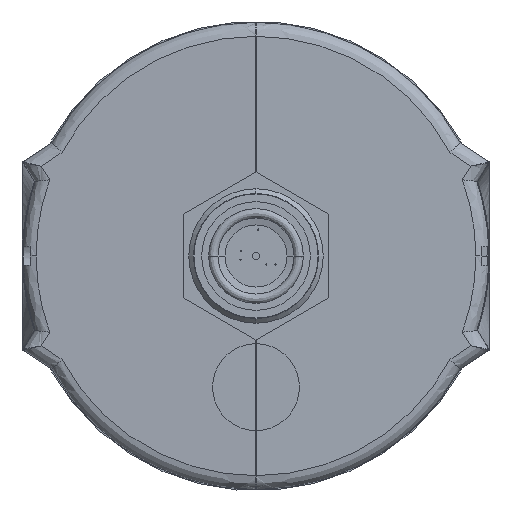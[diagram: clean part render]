
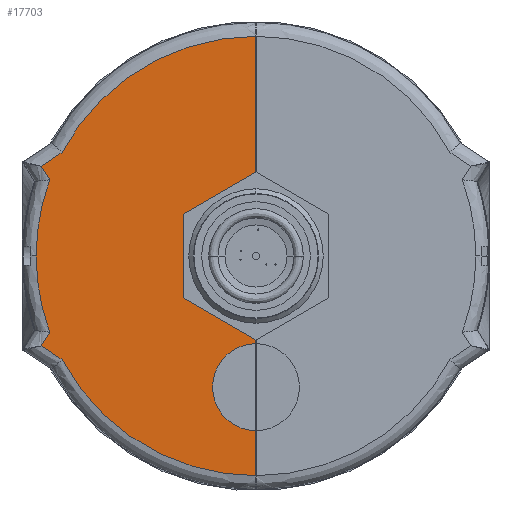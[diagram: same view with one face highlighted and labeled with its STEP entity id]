
A CAD part, front view. The second image highlights one B-rep face of the part: STEP entity #17703.
In plain terms, the highlighted planar face has unit normal (-0.018, -1, 0).
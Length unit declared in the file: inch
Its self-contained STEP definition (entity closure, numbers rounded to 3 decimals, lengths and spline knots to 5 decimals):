
#217 = EDGE_CURVE ( 'NONE', #1586, #1369, #17856, .T. ) ;
#273 = EDGE_CURVE ( 'NONE', #1376, #1387, #16586, .T. ) ;
#274 = EDGE_CURVE ( 'NONE', #1671, #1659, #16587, .T. ) ;
#332 = EDGE_CURVE ( 'NONE', #1484, #1434, #17952, .T. ) ;
#472 = EDGE_CURVE ( 'NONE', #1434, #1651, #17785, .T. ) ;
#669 = EDGE_CURVE ( 'NONE', #1363, #1586, #17872, .T. ) ;
#704 = EDGE_CURVE ( 'NONE', #1651, #1387, #17782, .T. ) ;
#738 = VERTEX_POINT ( 'NONE', #13497 ) ;
#739 = EDGE_CURVE ( 'NONE', #1671, #1363, #18032, .T. ) ;
#760 = EDGE_CURVE ( 'NONE', #1369, #738, #17851, .T. ) ;
#925 = EDGE_CURVE ( 'NONE', #738, #1484, #17749, .T. ) ;
#1363 = VERTEX_POINT ( 'NONE', #10316 ) ;
#1369 = VERTEX_POINT ( 'NONE', #10324 ) ;
#1376 = VERTEX_POINT ( 'NONE', #10332 ) ;
#1387 = VERTEX_POINT ( 'NONE', #10345 ) ;
#1434 = VERTEX_POINT ( 'NONE', #10448 ) ;
#1484 = VERTEX_POINT ( 'NONE', #10529 ) ;
#1586 = VERTEX_POINT ( 'NONE', #3979 ) ;
#1651 = VERTEX_POINT ( 'NONE', #4096 ) ;
#1659 = VERTEX_POINT ( 'NONE', #4091 ) ;
#1671 = VERTEX_POINT ( 'NONE', #4125 ) ;
#2299 = EDGE_CURVE ( 'NONE', #1376, #1659, #18025, .T. ) ;
#3670 = EDGE_LOOP ( 'NONE', ( #20238, #20233, #20239, #20232, #20237, #20344, #20368, #20518, #20517, #20516, #20514 ) ) ;
#3979 = CARTESIAN_POINT ( 'NONE',  ( -1.38358, 1.21787, 0.57847 ) ) ;
#4091 = CARTESIAN_POINT ( 'NONE',  ( 0., 1.19372, 0.375 ) ) ;
#4096 = CARTESIAN_POINT ( 'NONE',  ( -1.24935, 1.21552, -0.66729 ) ) ;
#4125 = CARTESIAN_POINT ( 'NONE',  ( 0., 1.19372, 1.415 ) ) ;
#5441 = CARTESIAN_POINT ( 'NONE',  ( 0., 1.19372, -0.375 ) ) ;
#5449 = CARTESIAN_POINT ( 'NONE',  ( -0.75, 1.20681, -0.375 ) ) ;
#5454 = CARTESIAN_POINT ( 'NONE',  ( -0.75, 1.20681, 0.375 ) ) ;
#5455 = CARTESIAN_POINT ( 'NONE',  ( 0., 1.19372, 0.375 ) ) ;
#8114 = CARTESIAN_POINT ( 'NONE',  ( 0., 1.19372, 1.505 ) ) ;
#8121 = PLANE ( 'NONE',  #20851 ) ;
#8129 = DIRECTION ( 'NONE',  ( -0.017, -1., 0. ) ) ;
#8131 = DIRECTION ( 'NONE',  ( -1., 0.017, 0. ) ) ;
#9699 = FACE_OUTER_BOUND ( 'NONE', #3670, .T. ) ;
#10316 = CARTESIAN_POINT ( 'NONE',  ( -1.24935, 1.21552, 0.66729 ) ) ;
#10324 = CARTESIAN_POINT ( 'NONE',  ( -1.32862, 1.21691, 0.49107 ) ) ;
#10332 = CARTESIAN_POINT ( 'NONE',  ( 0., 1.19372, -0.375 ) ) ;
#10345 = CARTESIAN_POINT ( 'NONE',  ( 0., 1.19372, -1.415 ) ) ;
#10448 = CARTESIAN_POINT ( 'NONE',  ( -1.38358, 1.21787, -0.57847 ) ) ;
#10529 = CARTESIAN_POINT ( 'NONE',  ( -1.32862, 1.21691, -0.49107 ) ) ;
#10897 = CARTESIAN_POINT ( 'NONE',  ( -1.36526, 1.21755, 0.54934 ) ) ;
#10898 = CARTESIAN_POINT ( 'NONE',  ( -1.34694, 1.21723, 0.52021 ) ) ;
#10902 = CARTESIAN_POINT ( 'NONE',  ( -1.38358, 1.21787, 0.57847 ) ) ;
#10903 = CARTESIAN_POINT ( 'NONE',  ( -1.32862, 1.21691, 0.49107 ) ) ;
#11325 = CARTESIAN_POINT ( 'NONE',  ( 0., 1.19372, 1.505 ) ) ;
#11333 = DIRECTION ( 'NONE',  ( 0., 0., -1. ) ) ;
#11341 = CARTESIAN_POINT ( 'NONE',  ( 0., 1.19372, 1.505 ) ) ;
#11342 = DIRECTION ( 'NONE',  ( 0., 0., -1. ) ) ;
#11660 = CARTESIAN_POINT ( 'NONE',  ( -1.32862, 1.21691, -0.49107 ) ) ;
#11661 = CARTESIAN_POINT ( 'NONE',  ( -1.34694, 1.21723, -0.52021 ) ) ;
#11676 = CARTESIAN_POINT ( 'NONE',  ( -1.36526, 1.21755, -0.54934 ) ) ;
#11677 = CARTESIAN_POINT ( 'NONE',  ( -1.38358, 1.21787, -0.57847 ) ) ;
#13026 = CARTESIAN_POINT ( 'NONE',  ( -1.38358, 1.21787, -0.57847 ) ) ;
#13030 = CARTESIAN_POINT ( 'NONE',  ( -1.33883, 1.21709, -0.60808 ) ) ;
#13037 = CARTESIAN_POINT ( 'NONE',  ( -1.29409, 1.2163, -0.63768 ) ) ;
#13038 = CARTESIAN_POINT ( 'NONE',  ( -1.24935, 1.21552, -0.66729 ) ) ;
#13317 = CARTESIAN_POINT ( 'NONE',  ( -1.24935, 1.21552, 0.66729 ) ) ;
#13321 = CARTESIAN_POINT ( 'NONE',  ( -1.29409, 1.2163, 0.63768 ) ) ;
#13323 = CARTESIAN_POINT ( 'NONE',  ( -1.33883, 1.21709, 0.60808 ) ) ;
#13324 = CARTESIAN_POINT ( 'NONE',  ( -1.38358, 1.21787, 0.57847 ) ) ;
#13409 = CARTESIAN_POINT ( 'NONE',  ( -1.24935, 1.21552, -0.66729 ) ) ;
#13416 = CARTESIAN_POINT ( 'NONE',  ( -0.99645, 1.21111, -1.1402 ) ) ;
#13445 = CARTESIAN_POINT ( 'NONE',  ( -0.53628, 1.20308, -1.41559 ) ) ;
#13447 = CARTESIAN_POINT ( 'NONE',  ( 0., 1.19372, -1.415 ) ) ;
#13497 = CARTESIAN_POINT ( 'NONE',  ( -1.41657, 1.21844, 0. ) ) ;
#13529 = CARTESIAN_POINT ( 'NONE',  ( 0., 1.19372, 1.415 ) ) ;
#13533 = CARTESIAN_POINT ( 'NONE',  ( -0.53628, 1.20308, 1.41559 ) ) ;
#13534 = CARTESIAN_POINT ( 'NONE',  ( -0.99645, 1.21111, 1.1402 ) ) ;
#13536 = CARTESIAN_POINT ( 'NONE',  ( -1.24935, 1.21552, 0.66729 ) ) ;
#13615 = CARTESIAN_POINT ( 'NONE',  ( -1.38695, 1.21793, 0.33347 ) ) ;
#13617 = CARTESIAN_POINT ( 'NONE',  ( -1.32862, 1.21691, 0.49107 ) ) ;
#13620 = CARTESIAN_POINT ( 'NONE',  ( -1.41657, 1.21844, 0.16805 ) ) ;
#13621 = CARTESIAN_POINT ( 'NONE',  ( -1.41657, 1.21844, 0. ) ) ;
#14095 = CARTESIAN_POINT ( 'NONE',  ( -1.41657, 1.21844, 0. ) ) ;
#14131 = CARTESIAN_POINT ( 'NONE',  ( -1.41657, 1.21844, -0.16805 ) ) ;
#14143 = CARTESIAN_POINT ( 'NONE',  ( -1.38695, 1.21793, -0.33347 ) ) ;
#14144 = CARTESIAN_POINT ( 'NONE',  ( -1.32862, 1.21691, -0.49107 ) ) ;
#16586 = LINE ( 'NONE', #11325, #16588 ) ;
#16587 = LINE ( 'NONE', #11341, #16590 ) ;
#16588 = VECTOR ( 'NONE', #11333, 39.37008 ) ;
#16590 = VECTOR ( 'NONE', #11342, 39.37008 ) ;
#17703 = ADVANCED_FACE ( 'NONE', ( #9699 ), #8121, .T. ) ;
#17749 =( BOUNDED_CURVE ( )  B_SPLINE_CURVE ( 3, ( #14095, #14131, #14143, #14144 ),
 .UNSPECIFIED., .F., .F. ) 
 B_SPLINE_CURVE_WITH_KNOTS ( ( 4, 4 ),
 ( 0., 0.35442 ),
 .UNSPECIFIED. ) 
 CURVE ( )  GEOMETRIC_REPRESENTATION_ITEM ( )  RATIONAL_B_SPLINE_CURVE ( ( 1., 0.99, 0.99, 1. ) ) 
 REPRESENTATION_ITEM ( '' )  );
#17782 =( BOUNDED_CURVE ( )  B_SPLINE_CURVE ( 3, ( #13409, #13416, #13445, #13447 ),
 .UNSPECIFIED., .F., .F. ) 
 B_SPLINE_CURVE_WITH_KNOTS ( ( 4, 4 ),
 ( 0.49109, 1.57191 ),
 .UNSPECIFIED. ) 
 CURVE ( )  GEOMETRIC_REPRESENTATION_ITEM ( )  RATIONAL_B_SPLINE_CURVE ( ( 1., 0.905, 0.905, 1. ) ) 
 REPRESENTATION_ITEM ( '' )  );
#17785 = B_SPLINE_CURVE_WITH_KNOTS ( 'NONE', 3,
 ( #13026, #13030, #13037, #13038 ),
 .UNSPECIFIED., .F., .F.,
 ( 4, 4 ),
 ( 0., 0.00409 ),
 .UNSPECIFIED. ) ;
#17851 =( BOUNDED_CURVE ( )  B_SPLINE_CURVE ( 3, ( #13617, #13615, #13620, #13621 ),
 .UNSPECIFIED., .F., .F. ) 
 B_SPLINE_CURVE_WITH_KNOTS ( ( 4, 4 ),
 ( 5.92876, 6.28319 ),
 .UNSPECIFIED. ) 
 CURVE ( )  GEOMETRIC_REPRESENTATION_ITEM ( )  RATIONAL_B_SPLINE_CURVE ( ( 1., 0.99, 0.99, 1. ) ) 
 REPRESENTATION_ITEM ( '' )  );
#17856 = B_SPLINE_CURVE_WITH_KNOTS ( 'NONE', 3,
 ( #10902, #10897, #10898, #10903 ),
 .UNSPECIFIED., .F., .F.,
 ( 4, 4 ),
 ( 0., 0.00262 ),
 .UNSPECIFIED. ) ;
#17872 = B_SPLINE_CURVE_WITH_KNOTS ( 'NONE', 3,
 ( #13317, #13321, #13323, #13324 ),
 .UNSPECIFIED., .F., .F.,
 ( 4, 4 ),
 ( 0., 0.00409 ),
 .UNSPECIFIED. ) ;
#17952 = B_SPLINE_CURVE_WITH_KNOTS ( 'NONE', 3,
 ( #11660, #11661, #11676, #11677 ),
 .UNSPECIFIED., .F., .F.,
 ( 4, 4 ),
 ( 0., 0.00262 ),
 .UNSPECIFIED. ) ;
#18025 =( BOUNDED_CURVE ( )  B_SPLINE_CURVE ( 3, ( #5441, #5449, #5454, #5455 ),
 .UNSPECIFIED., .F., .F. ) 
 B_SPLINE_CURVE_WITH_KNOTS ( ( 4, 4 ),
 ( 4.71239, 7.85398 ),
 .UNSPECIFIED. ) 
 CURVE ( )  GEOMETRIC_REPRESENTATION_ITEM ( )  RATIONAL_B_SPLINE_CURVE ( ( 1., 0.333, 0.333, 1. ) ) 
 REPRESENTATION_ITEM ( '' )  );
#18032 =( BOUNDED_CURVE ( )  B_SPLINE_CURVE ( 3, ( #13529, #13533, #13534, #13536 ),
 .UNSPECIFIED., .F., .F. ) 
 B_SPLINE_CURVE_WITH_KNOTS ( ( 4, 4 ),
 ( 4.71128, 5.7921 ),
 .UNSPECIFIED. ) 
 CURVE ( )  GEOMETRIC_REPRESENTATION_ITEM ( )  RATIONAL_B_SPLINE_CURVE ( ( 1., 0.905, 0.905, 1. ) ) 
 REPRESENTATION_ITEM ( '' )  );
#20232 = ORIENTED_EDGE ( 'NONE', *, *, #2299, .T. ) ;
#20233 = ORIENTED_EDGE ( 'NONE', *, *, #704, .T. ) ;
#20237 = ORIENTED_EDGE ( 'NONE', *, *, #274, .F. ) ;
#20238 = ORIENTED_EDGE ( 'NONE', *, *, #472, .T. ) ;
#20239 = ORIENTED_EDGE ( 'NONE', *, *, #273, .F. ) ;
#20344 = ORIENTED_EDGE ( 'NONE', *, *, #739, .T. ) ;
#20368 = ORIENTED_EDGE ( 'NONE', *, *, #669, .T. ) ;
#20514 = ORIENTED_EDGE ( 'NONE', *, *, #332, .T. ) ;
#20516 = ORIENTED_EDGE ( 'NONE', *, *, #925, .T. ) ;
#20517 = ORIENTED_EDGE ( 'NONE', *, *, #760, .T. ) ;
#20518 = ORIENTED_EDGE ( 'NONE', *, *, #217, .T. ) ;
#20851 = AXIS2_PLACEMENT_3D ( 'NONE', #8114, #8129, #8131 ) ;
